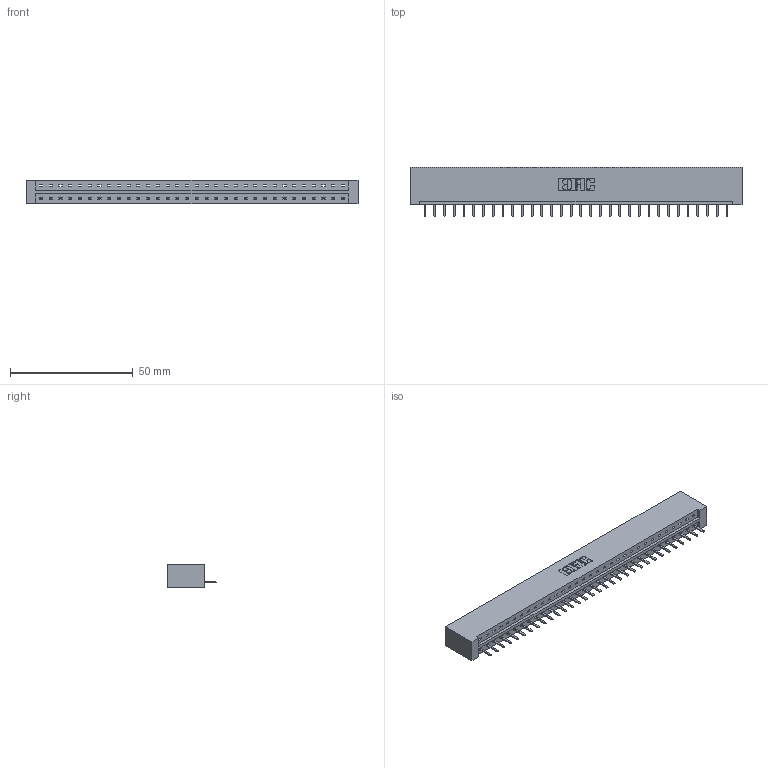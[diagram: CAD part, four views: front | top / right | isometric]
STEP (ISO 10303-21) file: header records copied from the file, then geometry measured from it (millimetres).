
FILE_DESCRIPTION (( 'STEP AP203' ), '1' );
FILE_NAME ('833-032-520-101.STEP', '2020-06-02T16:30:15', ( '' ), ( '' ), 'SwSTEP 2.0', 'SolidWorks 2020', '' );
FILE_SCHEMA (( 'CONFIG_CONTROL_DESIGN' ));
Length unit declared in the file: inch
Products named in the file (3): 833 Part_Lugless; 833-032-520-101; 345-292-001_345-293-120
Assembly tree (33 placements, depth 2):
  833-032-520-101
    833 Part_Lugless
    345-292-001_345-293-120  x32
Bounding box: 135.05 x 20.02 x 9.4 mm (x, y, z)
Volume: 14024.7 mm3; surface area: 14742.7 mm2
Topology: 33 solids, 33 shells, 2090 faces, 6175 edges, 4030 vertices
Faces by surface type: plane 1474, cylinder 616
Entity records: 20693 total; most frequent: CARTESIAN_POINT 3590, ORIENTED_EDGE 3546, DIRECTION 3029, EDGE_CURVE 1773, VECTOR 1649, LINE 1649, VERTEX_POINT 1178, AXIS2_PLACEMENT_3D 690
